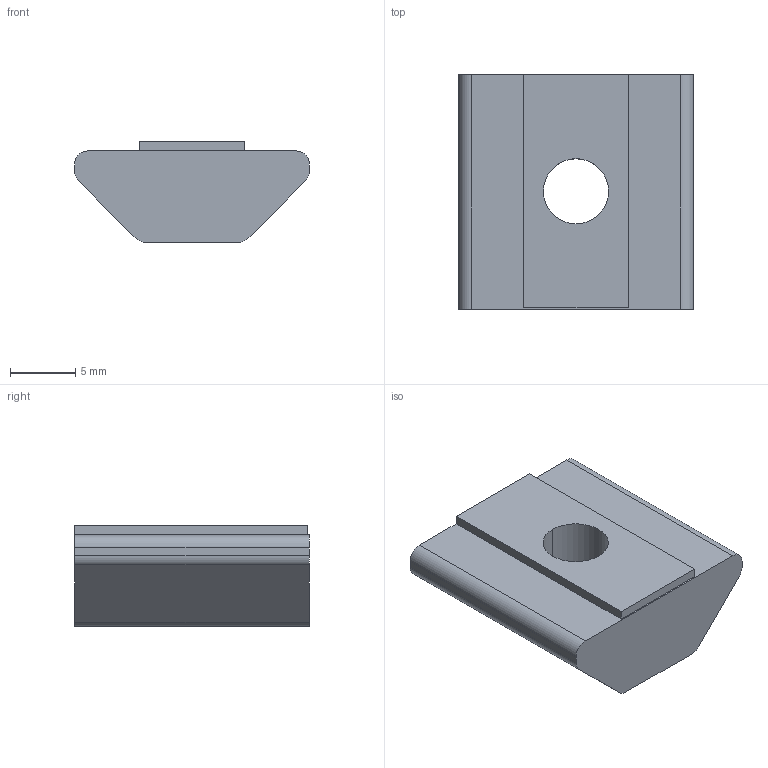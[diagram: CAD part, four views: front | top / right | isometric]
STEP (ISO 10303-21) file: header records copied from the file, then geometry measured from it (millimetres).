
FILE_DESCRIPTION(('STEP AP203'),'2;1');
FILE_NAME('26.014.00.stp','2011-02-14T09:57:35',(''),(''),'2009.3.110','THINKDESIGN','');
FILE_SCHEMA(('CONFIG_CONTROL_DESIGN'));
Length unit declared in the file: millimetre
Bounding box: 18 x 18 x 7.7 mm (x, y, z)
Volume: 1757.7 mm3; surface area: 1095 mm2
Topology: 1 solids, 1 shells, 22 faces, 58 edges, 38 vertices
Faces by surface type: plane 14, cylinder 8
Entity records: 779 total; most frequent: CARTESIAN_POINT 118, DIRECTION 118, ORIENTED_EDGE 116, EDGE_CURVE 58, VECTOR 42, LINE 42, AXIS2_PLACEMENT_3D 38, VERTEX_POINT 38
